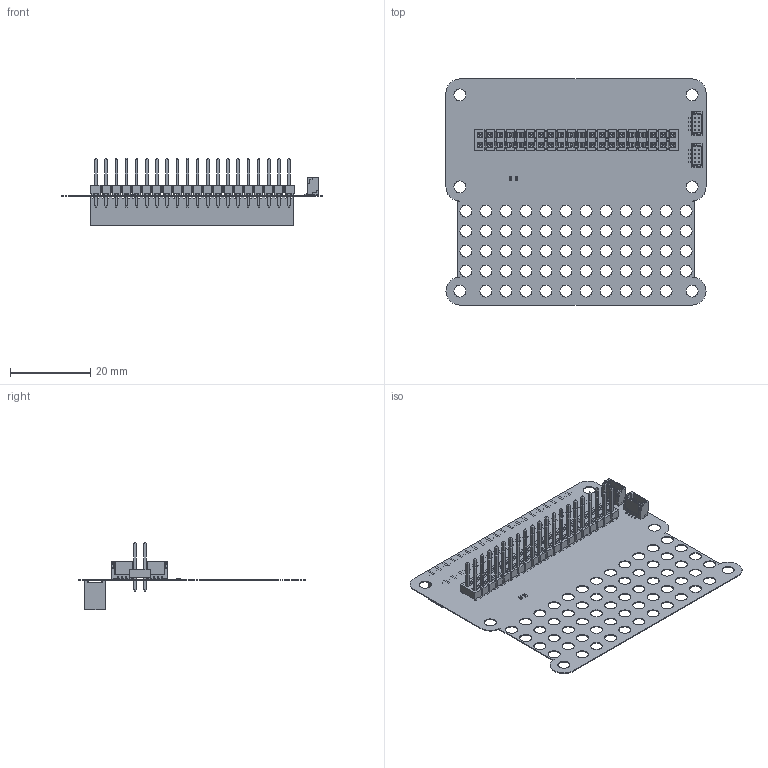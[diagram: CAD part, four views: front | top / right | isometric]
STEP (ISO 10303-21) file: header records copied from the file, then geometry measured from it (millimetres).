
FILE_DESCRIPTION(('Open CASCADE Model'),'2;1');
FILE_NAME('Open CASCADE Shape Model','2025-10-15T10:57:22',('Author'),( 'Open CASCADE'),'Open CASCADE STEP processor 7.5','Open CASCADE 7.5' ,'Unknown');
FILE_SCHEMA(('AUTOMOTIVE_DESIGN { 1 0 10303 214 1 1 1 1 }'));
Length unit declared in the file: millimetre
Products named in the file (18): PCB; Board; Open CASCADE STEP translator 7.5 1.1.1; P1; TSW-120-24-X-D; I2C; DUELink-Connector-BM04B-SRSS-TB; R1; User Library-R SMD 0402; User Library-R SMD 0402_0402 BODY; User Library-R SMD 0402_0402 PAD; User Library-R SMD 0402_0402 OPIS; UART; R2; X3; SSM-120-F-DV; _SSM-120-F-DV_body; _C-137-0120
Assembly tree (20 placements, depth 4):
  PCB
    Board
      Open CASCADE STEP translator 7.5 1.1.1
    P1
      TSW-120-24-X-D
    I2C
      DUELink-Connector-BM04B-SRSS-TB
    R1
      User Library-R SMD 0402
        User Library-R SMD 0402_0402 BODY
        User Library-R SMD 0402_0402 PAD  x2
        User Library-R SMD 0402_0402 OPIS
    UART
      DUELink-Connector-BM04B-SRSS-TB
    R2
      User Library-R SMD 0402
        User Library-R SMD 0402_0402 BODY
        User Library-R SMD 0402_0402 PAD  x2
        User Library-R SMD 0402_0402 OPIS
    X3
      SSM-120-F-DV
        _SSM-120-F-DV_body
        _C-137-0120
Bounding box: 65 x 56.5 x 16.78 mm (x, y, z)
Volume: 2871.8 mm3; surface area: 11440.1 mm2
Topology: 42 solids, 42 shells, 3655 faces, 12288 edges, 11640 vertices
Faces by surface type: plane 3359, cylinder 238, bspline 58
Full cylindrical faces by diameter (mm): 1.02 x40, 3 x64
Entity records: 120100 total; most frequent: CARTESIAN_POINT 23031, ORIENTED_EDGE 16926, DIRECTION 16861, LINE 9329, VECTOR 9329, EDGE_CURVE 8463, VERTEX_POINT 5292, AXIS2_PLACEMENT_3D 3766
